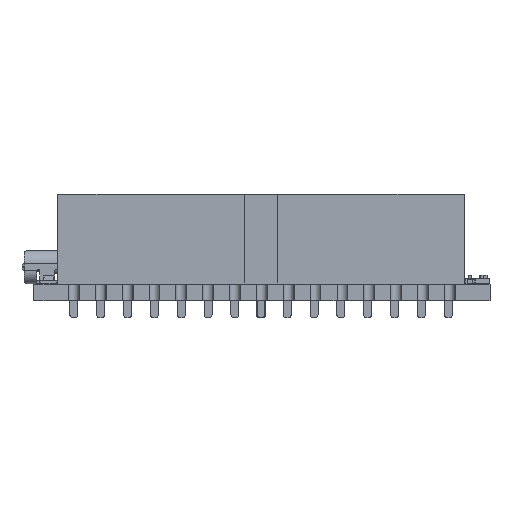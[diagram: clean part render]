
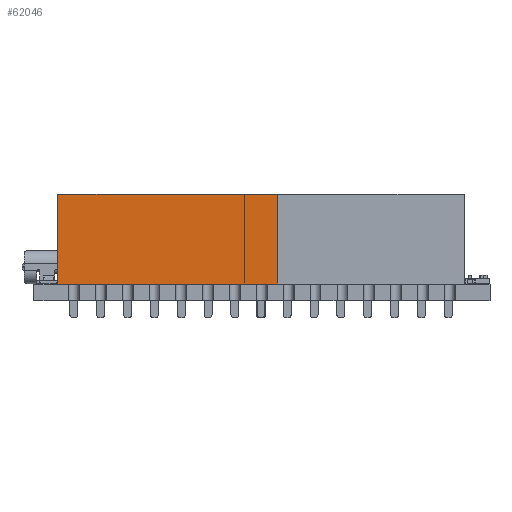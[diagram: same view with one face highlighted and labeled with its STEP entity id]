
A CAD part, front view. The second image highlights one B-rep face of the part: STEP entity #62046.
In plain terms, the highlighted face is planar.
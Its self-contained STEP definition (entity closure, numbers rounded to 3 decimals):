
#61796 = VERTEX_POINT('',#61797);
#61797 = CARTESIAN_POINT('',(10.41,0.,1.27));
#61805 = EDGE_CURVE('',#61806,#61796,#61808,.T.);
#61806 = VERTEX_POINT('',#61807);
#61807 = CARTESIAN_POINT('',(-10.41,0.,1.27));
#61808 = LINE('',#61809,#61810);
#61809 = CARTESIAN_POINT('',(-10.41,0.,1.27));
#61810 = VECTOR('',#61811,1.);
#61811 = DIRECTION('',(1.,0.,0.));
#61981 = VERTEX_POINT('',#61982);
#61982 = CARTESIAN_POINT('',(10.41,8.5,1.27));
#61988 = EDGE_CURVE('',#61981,#61796,#61989,.T.);
#61989 = LINE('',#61990,#61991);
#61990 = CARTESIAN_POINT('',(10.41,8.5,1.27));
#61991 = VECTOR('',#61992,1.);
#61992 = DIRECTION('',(-0.,-1.,-0.));
#62027 = EDGE_CURVE('',#62028,#61806,#62030,.T.);
#62028 = VERTEX_POINT('',#62029);
#62029 = CARTESIAN_POINT('',(-10.41,8.5,1.27));
#62030 = LINE('',#62031,#62032);
#62031 = CARTESIAN_POINT('',(-10.41,8.5,1.27));
#62032 = VECTOR('',#62033,1.);
#62033 = DIRECTION('',(-0.,-1.,-0.));
#62046 = ADVANCED_FACE('',(#62047),#62058,.F.);
#62047 = FACE_BOUND('',#62048,.T.);
#62048 = EDGE_LOOP('',(#62049,#62050,#62051,#62057));
#62049 = ORIENTED_EDGE('',*,*,#61805,.T.);
#62050 = ORIENTED_EDGE('',*,*,#61988,.F.);
#62051 = ORIENTED_EDGE('',*,*,#62052,.F.);
#62052 = EDGE_CURVE('',#62028,#61981,#62053,.T.);
#62053 = LINE('',#62054,#62055);
#62054 = CARTESIAN_POINT('',(-10.41,8.5,1.27));
#62055 = VECTOR('',#62056,1.);
#62056 = DIRECTION('',(1.,0.,0.));
#62057 = ORIENTED_EDGE('',*,*,#62027,.T.);
#62058 = PLANE('',#62059);
#62059 = AXIS2_PLACEMENT_3D('',#62060,#62061,#62062);
#62060 = CARTESIAN_POINT('',(-10.41,8.5,1.27));
#62061 = DIRECTION('',(0.,0.,-1.));
#62062 = DIRECTION('',(-1.,0.,-0.));
